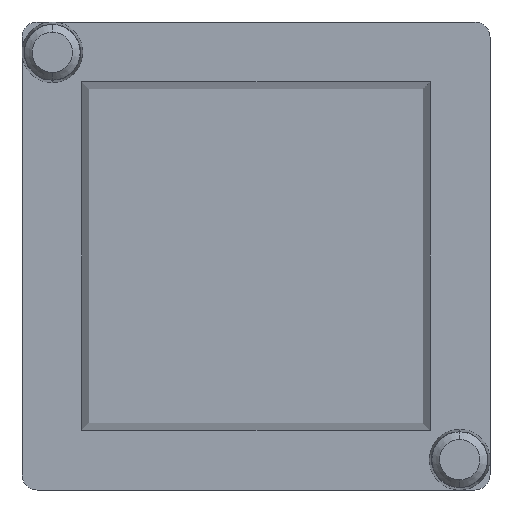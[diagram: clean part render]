
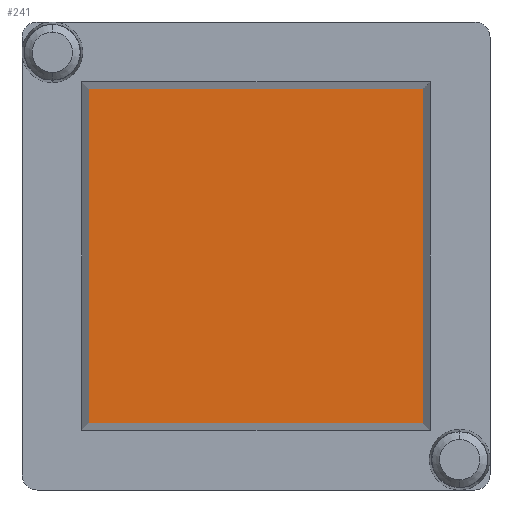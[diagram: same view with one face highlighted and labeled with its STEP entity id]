
A CAD part, front view. The second image highlights one B-rep face of the part: STEP entity #241.
In plain terms, the highlighted planar face has unit normal (0, -1, 0).
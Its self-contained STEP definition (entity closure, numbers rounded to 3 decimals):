
#82 = VERTEX_POINT ( 'NONE', #953 ) ;
#120 = CARTESIAN_POINT ( 'NONE',  ( 0., 2.067, -1.677 ) ) ;
#125 = DIRECTION ( 'NONE',  ( 0., 0., 1. ) ) ;
#155 = DIRECTION ( 'NONE',  ( 1., 0., 0. ) ) ;
#241 = ADVANCED_FACE ( 'NONE', ( #1088 ), #683, .T. ) ;
#247 = CARTESIAN_POINT ( 'NONE',  ( 0., 2.067, 1.677 ) ) ;
#277 = EDGE_LOOP ( 'NONE', ( #304, #294, #811, #917 ) ) ;
#294 = ORIENTED_EDGE ( 'NONE', *, *, #651, .T. ) ;
#295 = LINE ( 'NONE', #1073, #1055 ) ;
#304 = ORIENTED_EDGE ( 'NONE', *, *, #348, .T. ) ;
#311 = DIRECTION ( 'NONE',  ( 0., -1., 0. ) ) ;
#331 = CARTESIAN_POINT ( 'NONE',  ( -1.677, 2.067, -1.677 ) ) ;
#348 = EDGE_CURVE ( 'NONE', #82, #1098, #392, .T. ) ;
#372 = VECTOR ( 'NONE', #155, 1000. ) ;
#392 = LINE ( 'NONE', #583, #994 ) ;
#393 = CARTESIAN_POINT ( 'NONE',  ( 1.677, 2.067, 1.677 ) ) ;
#413 = EDGE_CURVE ( 'NONE', #600, #1093, #295, .T. ) ;
#483 = EDGE_CURVE ( 'NONE', #1093, #82, #1065, .T. ) ;
#494 = VECTOR ( 'NONE', #723, 1000. ) ;
#583 = CARTESIAN_POINT ( 'NONE',  ( -1.677, 2.067, 0. ) ) ;
#600 = VERTEX_POINT ( 'NONE', #1013 ) ;
#651 = EDGE_CURVE ( 'NONE', #1098, #600, #949, .T. ) ;
#683 = PLANE ( 'NONE',  #846 ) ;
#723 = DIRECTION ( 'NONE',  ( -1., 0., 0. ) ) ;
#781 = CARTESIAN_POINT ( 'NONE',  ( 0., 2.067, 0. ) ) ;
#811 = ORIENTED_EDGE ( 'NONE', *, *, #413, .T. ) ;
#829 = DIRECTION ( 'NONE',  ( 0., 0., -1. ) ) ;
#846 = AXIS2_PLACEMENT_3D ( 'NONE', #781, #311, #829 ) ;
#917 = ORIENTED_EDGE ( 'NONE', *, *, #483, .T. ) ;
#949 = LINE ( 'NONE', #120, #372 ) ;
#953 = CARTESIAN_POINT ( 'NONE',  ( -1.677, 2.067, 1.677 ) ) ;
#983 = DIRECTION ( 'NONE',  ( 0., 0., -1. ) ) ;
#994 = VECTOR ( 'NONE', #983, 1000. ) ;
#1013 = CARTESIAN_POINT ( 'NONE',  ( 1.677, 2.067, -1.677 ) ) ;
#1055 = VECTOR ( 'NONE', #125, 1000. ) ;
#1065 = LINE ( 'NONE', #247, #494 ) ;
#1073 = CARTESIAN_POINT ( 'NONE',  ( 1.677, 2.067, 0. ) ) ;
#1088 = FACE_OUTER_BOUND ( 'NONE', #277, .T. ) ;
#1093 = VERTEX_POINT ( 'NONE', #393 ) ;
#1098 = VERTEX_POINT ( 'NONE', #331 ) ;
